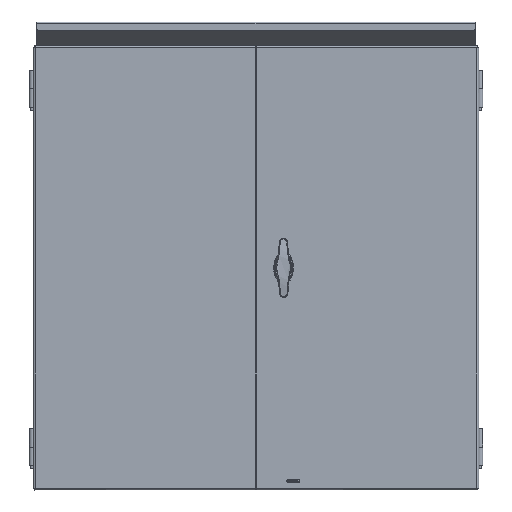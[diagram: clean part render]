
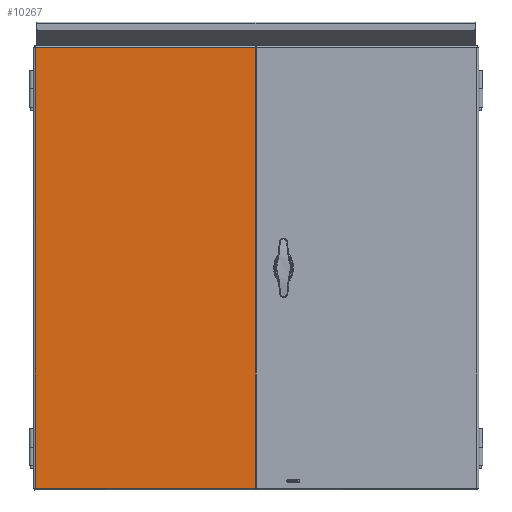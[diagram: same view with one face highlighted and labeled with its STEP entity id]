
A CAD part, top view. The second image highlights one B-rep face of the part: STEP entity #10267.
In plain terms, the highlighted planar face has unit normal (0, 0, 1).
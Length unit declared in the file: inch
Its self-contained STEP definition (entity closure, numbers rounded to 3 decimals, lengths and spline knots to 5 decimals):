
#920=PLANE($,#11057);
#1363=FACE_OUTER_BOUND($,#2016,.T.);
#2016=EDGE_LOOP($,(#7722,#7723,#7724,#7725));
#3281=LINE($,#15799,#4077);
#3297=LINE($,#15877,#4093);
#3313=LINE($,#15947,#4109);
#3326=LINE($,#16034,#4122);
#4077=VECTOR($,#12673,15.0938);
#4093=VECTOR($,#12707,15.0938);
#4109=VECTOR($,#12743,30.1251);
#4122=VECTOR($,#12770,30.1251);
#4829=VERTEX_POINT($,#15796);
#4830=VERTEX_POINT($,#15798);
#4841=VERTEX_POINT($,#15868);
#4842=VERTEX_POINT($,#15876);
#5865=EDGE_CURVE($,#4830,#4829,#3281,.T.);
#5885=EDGE_CURVE($,#4842,#4841,#3297,.T.);
#5905=EDGE_CURVE($,#4841,#4830,#3313,.T.);
#5921=EDGE_CURVE($,#4842,#4829,#3326,.T.);
#7722=ORIENTED_EDGE($,*,*,#5865,.T.);
#7723=ORIENTED_EDGE($,*,*,#5921,.F.);
#7724=ORIENTED_EDGE($,*,*,#5885,.T.);
#7725=ORIENTED_EDGE($,*,*,#5905,.T.);
#10267=ADVANCED_FACE($,(#1363),#920,.T.);
#11057=AXIS2_PLACEMENT_3D($,#16033,#12768,#12769);
#12673=DIRECTION($,(1.,0.,0.));
#12707=DIRECTION($,(-1.,0.,0.));
#12743=DIRECTION($,(0.,-1.,0.));
#12768=DIRECTION('center_axis',(0.,0.,1.));
#12769=DIRECTION('ref_axis',(1.,0.,0.));
#12770=DIRECTION($,(0.,-1.,0.));
#15796=CARTESIAN_POINT('',(7.60938,-15.06255,0.0937));
#15798=CARTESIAN_POINT('',(-7.48443,-15.06255,0.0937));
#15799=CARTESIAN_POINT($,(-3.74221,-15.06255,0.0937));
#15868=CARTESIAN_POINT('',(-7.48443,15.06255,0.0937));
#15876=CARTESIAN_POINT('',(7.60938,15.06255,0.0937));
#15877=CARTESIAN_POINT($,(3.80469,15.06255,0.0937));
#15947=CARTESIAN_POINT($,(-7.48443,7.53128,0.0937));
#16033=CARTESIAN_POINT('Origin',(0.,0.,
0.0937));
#16034=CARTESIAN_POINT($,(7.60938,15.1875,0.0937));
